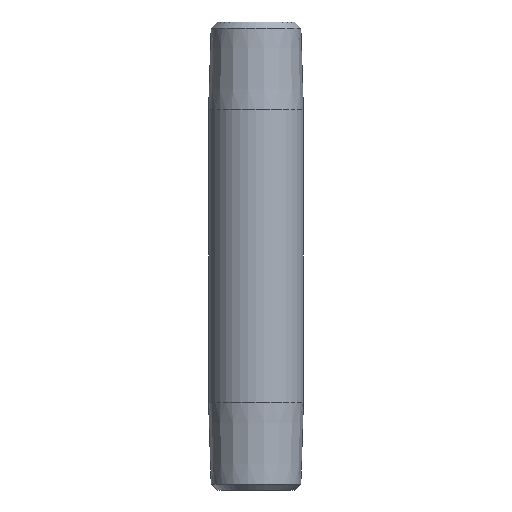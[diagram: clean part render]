
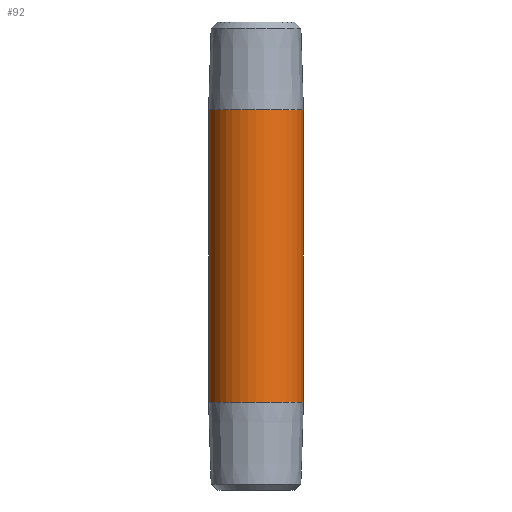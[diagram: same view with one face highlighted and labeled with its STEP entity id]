
A CAD part, front view. The second image highlights one B-rep face of the part: STEP entity #92.
In plain terms, the highlighted cylindrical face has radius 5.144 mm (diameter 10.287 mm), a partial arc.
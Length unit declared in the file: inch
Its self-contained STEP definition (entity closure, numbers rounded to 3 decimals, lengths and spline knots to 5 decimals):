
#3 = EDGE_CURVE ( 'NONE', #62, #335, #38, .T. ) ;
#11 = EDGE_CURVE ( 'NONE', #525, #30, #370, .T. ) ;
#18 = AXIS2_PLACEMENT_3D ( 'NONE', #513, #341, #257 ) ;
#30 = VERTEX_POINT ( 'NONE', #449 ) ;
#31 = CYLINDRICAL_SURFACE ( 'NONE', #78, 0.2025 ) ;
#38 = LINE ( 'NONE', #122, #260 ) ;
#50 = AXIS2_PLACEMENT_3D ( 'NONE', #268, #351, #181 ) ;
#62 = VERTEX_POINT ( 'NONE', #168 ) ;
#78 = AXIS2_PLACEMENT_3D ( 'NONE', #162, #156, #498 ) ;
#92 = ADVANCED_FACE ( 'NONE', ( #532 ), #31, .T. ) ;
#122 = CARTESIAN_POINT ( 'NONE',  ( -0.2025, 0., 2. ) ) ;
#140 = CIRCLE ( 'NONE', #50, 0.2025 ) ;
#156 = DIRECTION ( 'NONE',  ( 0., 0., -1. ) ) ;
#162 = CARTESIAN_POINT ( 'NONE',  ( 0., 0., 2. ) ) ;
#168 = CARTESIAN_POINT ( 'NONE',  ( -0.2025, 0., 1.625 ) ) ;
#181 = DIRECTION ( 'NONE',  ( -1., 0., 0. ) ) ;
#185 = ORIENTED_EDGE ( 'NONE', *, *, #429, .F. ) ;
#209 = ORIENTED_EDGE ( 'NONE', *, *, #11, .F. ) ;
#212 = DIRECTION ( 'NONE',  ( 0., 0., -1. ) ) ;
#213 = CARTESIAN_POINT ( 'NONE',  ( -0.2025, 0., 0.375 ) ) ;
#257 = DIRECTION ( 'NONE',  ( -1., 0., 0. ) ) ;
#260 = VECTOR ( 'NONE', #372, 39.37008 ) ;
#268 = CARTESIAN_POINT ( 'NONE',  ( 0., 0., 0.375 ) ) ;
#277 = ORIENTED_EDGE ( 'NONE', *, *, #315, .T. ) ;
#315 = EDGE_CURVE ( 'NONE', #525, #62, #334, .T. ) ;
#334 = CIRCLE ( 'NONE', #18, 0.2025 ) ;
#335 = VERTEX_POINT ( 'NONE', #213 ) ;
#341 = DIRECTION ( 'NONE',  ( 0., 0., -1. ) ) ;
#351 = DIRECTION ( 'NONE',  ( 0., 0., -1. ) ) ;
#370 = LINE ( 'NONE', #543, #456 ) ;
#372 = DIRECTION ( 'NONE',  ( 0., 0., -1. ) ) ;
#384 = CARTESIAN_POINT ( 'NONE',  ( 0.2025, 0., 1.625 ) ) ;
#389 = EDGE_LOOP ( 'NONE', ( #209, #277, #458, #185 ) ) ;
#429 = EDGE_CURVE ( 'NONE', #30, #335, #140, .T. ) ;
#449 = CARTESIAN_POINT ( 'NONE',  ( 0.2025, 0., 0.375 ) ) ;
#456 = VECTOR ( 'NONE', #212, 39.37008 ) ;
#458 = ORIENTED_EDGE ( 'NONE', *, *, #3, .T. ) ;
#498 = DIRECTION ( 'NONE',  ( -1., 0., 0. ) ) ;
#513 = CARTESIAN_POINT ( 'NONE',  ( 0., 0., 1.625 ) ) ;
#525 = VERTEX_POINT ( 'NONE', #384 ) ;
#532 = FACE_OUTER_BOUND ( 'NONE', #389, .T. ) ;
#543 = CARTESIAN_POINT ( 'NONE',  ( 0.2025, 0., 2. ) ) ;
